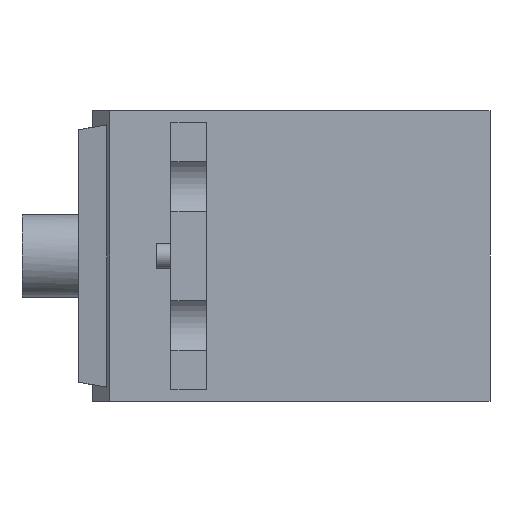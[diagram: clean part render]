
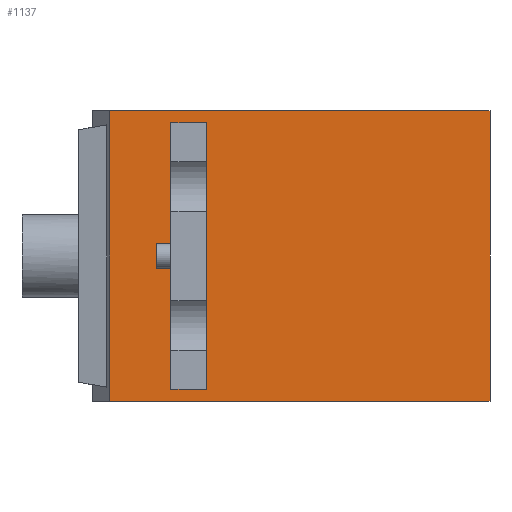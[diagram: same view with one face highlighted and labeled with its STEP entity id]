
A CAD part, left-side view. The second image highlights one B-rep face of the part: STEP entity #1137.
In plain terms, the highlighted planar face has unit normal (-1, 0, 0).
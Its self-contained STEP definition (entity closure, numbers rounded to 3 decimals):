
#21=FACE_BOUND('',#127,.T.);
#61=FACE_OUTER_BOUND('',#126,.T.);
#126=EDGE_LOOP('',(#778,#779,#780,#781));
#127=EDGE_LOOP('',(#782,#783,#784,#785,#786,#787,#788,#789));
#199=LINE('',#1623,#341);
#203=LINE('',#1632,#345);
#207=LINE('',#1644,#349);
#208=LINE('',#1648,#350);
#209=LINE('',#1650,#351);
#210=LINE('',#1652,#352);
#211=LINE('',#1653,#353);
#212=LINE('',#1655,#354);
#213=LINE('',#1657,#355);
#214=LINE('',#1659,#356);
#215=LINE('',#1661,#357);
#216=LINE('',#1662,#358);
#341=VECTOR('',#1303,1.);
#345=VECTOR('',#1309,1.);
#349=VECTOR('',#1325,1.8);
#350=VECTOR('',#1328,20.5);
#351=VECTOR('',#1329,26.8);
#352=VECTOR('',#1330,20.5);
#353=VECTOR('',#1331,26.8);
#354=VECTOR('',#1332,8.5);
#355=VECTOR('',#1333,2.5);
#356=VECTOR('',#1334,18.8);
#357=VECTOR('',#1335,2.5);
#358=VECTOR('',#1336,8.5);
#482=VERTEX_POINT('',#1621);
#483=VERTEX_POINT('',#1622);
#486=VERTEX_POINT('',#1630);
#487=VERTEX_POINT('',#1631);
#490=VERTEX_POINT('',#1646);
#491=VERTEX_POINT('',#1647);
#492=VERTEX_POINT('',#1649);
#493=VERTEX_POINT('',#1651);
#494=VERTEX_POINT('',#1654);
#495=VERTEX_POINT('',#1656);
#496=VERTEX_POINT('',#1658);
#497=VERTEX_POINT('',#1660);
#593=EDGE_CURVE('',#482,#483,#199,.T.);
#597=EDGE_CURVE('',#486,#487,#203,.T.);
#604=EDGE_CURVE('',#487,#482,#207,.T.);
#605=EDGE_CURVE('',#490,#491,#208,.T.);
#606=EDGE_CURVE('',#492,#491,#209,.T.);
#607=EDGE_CURVE('',#493,#492,#210,.T.);
#608=EDGE_CURVE('',#490,#493,#211,.T.);
#609=EDGE_CURVE('',#483,#494,#212,.T.);
#610=EDGE_CURVE('',#494,#495,#213,.T.);
#611=EDGE_CURVE('',#495,#496,#214,.T.);
#612=EDGE_CURVE('',#496,#497,#215,.T.);
#613=EDGE_CURVE('',#497,#486,#216,.T.);
#778=ORIENTED_EDGE('',*,*,#605,.T.);
#779=ORIENTED_EDGE('',*,*,#606,.F.);
#780=ORIENTED_EDGE('',*,*,#607,.F.);
#781=ORIENTED_EDGE('',*,*,#608,.F.);
#782=ORIENTED_EDGE('',*,*,#597,.T.);
#783=ORIENTED_EDGE('',*,*,#604,.T.);
#784=ORIENTED_EDGE('',*,*,#593,.T.);
#785=ORIENTED_EDGE('',*,*,#609,.T.);
#786=ORIENTED_EDGE('',*,*,#610,.T.);
#787=ORIENTED_EDGE('',*,*,#611,.T.);
#788=ORIENTED_EDGE('',*,*,#612,.T.);
#789=ORIENTED_EDGE('',*,*,#613,.T.);
#1080=PLANE('',#1208);
#1137=ADVANCED_FACE('',(#61,#21),#1080,.T.);
#1208=AXIS2_PLACEMENT_3D('',#1645,#1326,#1327);
#1303=DIRECTION('',(0.,-1.,0.));
#1309=DIRECTION('',(0.,1.,0.));
#1325=DIRECTION('',(0.,0.,1.));
#1326=DIRECTION('center_axis',(-1.,0.,0.));
#1327=DIRECTION('ref_axis',(0.,0.,1.));
#1328=DIRECTION('',(0.,0.,-1.));
#1329=DIRECTION('',(0.,1.,0.));
#1330=DIRECTION('',(0.,0.,-1.));
#1331=DIRECTION('',(0.,-1.,0.));
#1332=DIRECTION('',(0.,0.,1.));
#1333=DIRECTION('',(0.,-1.,0.));
#1334=DIRECTION('',(0.,0.,-1.));
#1335=DIRECTION('',(0.,1.,0.));
#1336=DIRECTION('',(0.,0.,1.));
#1621=CARTESIAN_POINT('',(-31.5,3.5,0.9));
#1622=CARTESIAN_POINT('',(-31.5,2.5,0.9));
#1623=CARTESIAN_POINT('',(-31.5,1.25,0.9));
#1630=CARTESIAN_POINT('',(-31.5,2.5,-0.9));
#1631=CARTESIAN_POINT('',(-31.5,3.5,-0.9));
#1632=CARTESIAN_POINT('',(-31.5,1.25,-0.9));
#1644=CARTESIAN_POINT('',(-31.5,3.5,-5.125));
#1645=CARTESIAN_POINT('Origin',(-31.5,0.,-10.25));
#1646=CARTESIAN_POINT('',(-31.5,6.8,10.25));
#1647=CARTESIAN_POINT('',(-31.5,6.8,-10.25));
#1648=CARTESIAN_POINT('',(-31.5,6.8,-5.125));
#1649=CARTESIAN_POINT('',(-31.5,-20.,-10.25));
#1650=CARTESIAN_POINT('',(-31.5,0.,-10.25));
#1651=CARTESIAN_POINT('',(-31.5,-20.,10.25));
#1652=CARTESIAN_POINT('',(-31.5,-20.,10.25));
#1653=CARTESIAN_POINT('',(-31.5,0.,10.25));
#1654=CARTESIAN_POINT('',(-31.5,2.5,9.4));
#1655=CARTESIAN_POINT('',(-31.5,2.5,-5.125));
#1656=CARTESIAN_POINT('',(-31.5,0.,9.4));
#1657=CARTESIAN_POINT('',(-31.5,0.,9.4));
#1658=CARTESIAN_POINT('',(-31.5,0.,-9.4));
#1659=CARTESIAN_POINT('',(-31.5,0.,-5.125));
#1660=CARTESIAN_POINT('',(-31.5,2.5,-9.4));
#1661=CARTESIAN_POINT('',(-31.5,0.,-9.4));
#1662=CARTESIAN_POINT('',(-31.5,2.5,-5.125));
